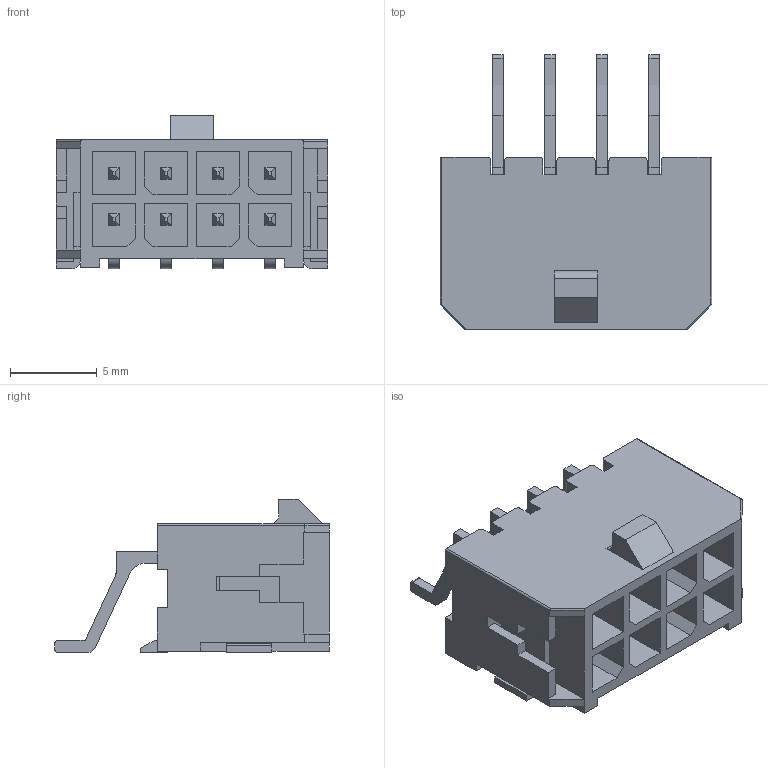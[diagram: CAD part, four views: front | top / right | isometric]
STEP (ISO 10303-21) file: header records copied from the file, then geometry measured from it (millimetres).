
FILE_DESCRIPTION (( 'STEP AP214' ), '1' );
FILE_NAME ('CONN-SMD_X3025WRS-2X04E-LPSW.step', '2022-07-29T15:14:11', ( '' ), ( '' ), 'SwSTEP 2.0', 'SolidWorks 2020', '' );
FILE_SCHEMA (( 'AUTOMOTIVE_DESIGN' ));
Length unit declared in the file: millimetre
Products named in the file (1): CONN-SMD_X3025WRS-2X04E-LPSW
Bounding box: 15.65 x 15.81 x 8.82 mm (x, y, z)
Volume: 761.3 mm3; surface area: 1478.6 mm2
Topology: 14 solids, 14 shells, 671 faces, 1807 edges, 1190 vertices
Faces by surface type: plane 498, bspline 112, cylinder 61
Entity records: 29501 total; most frequent: CARTESIAN_POINT 5785, ORIENTED_EDGE 3614, DIRECTION 2811, EDGE_CURVE 1807, VECTOR 1459, LINE 1459, VERTEX_POINT 1190, EDGE_LOOP 713
